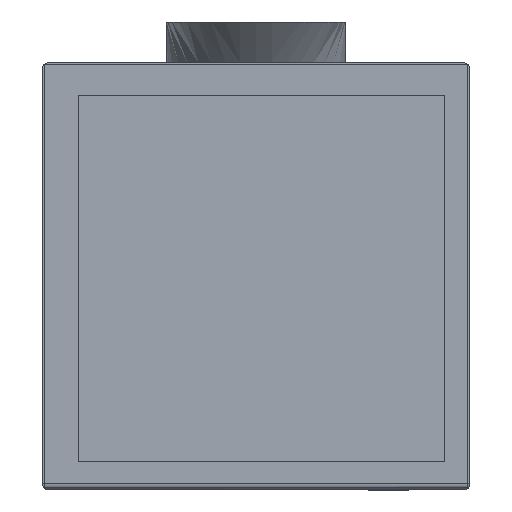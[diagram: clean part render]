
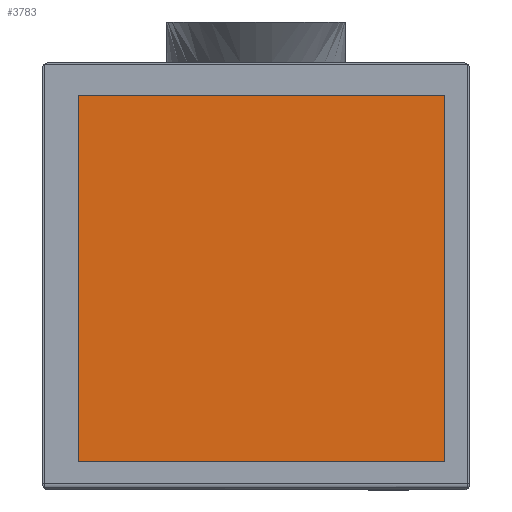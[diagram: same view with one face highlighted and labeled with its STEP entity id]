
A CAD part, front view. The second image highlights one B-rep face of the part: STEP entity #3783.
In plain terms, the highlighted planar face has unit normal (0, -1, 0).
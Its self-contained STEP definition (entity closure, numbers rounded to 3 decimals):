
#317=PLANE('',#4373);
#591=LINE('',#6910,#876);
#595=LINE('',#6918,#880);
#598=LINE('',#6924,#883);
#601=LINE('',#6929,#886);
#876=VECTOR('',#5472,10.);
#880=VECTOR('',#5478,10.);
#883=VECTOR('',#5483,10.);
#886=VECTOR('',#5488,10.);
#1153=FACE_OUTER_BOUND('',#1454,.T.);
#1454=EDGE_LOOP('',(#3589,#3590,#3591,#3592));
#2034=VERTEX_POINT('',#6908);
#2035=VERTEX_POINT('',#6909);
#2038=VERTEX_POINT('',#6917);
#2040=VERTEX_POINT('',#6923);
#2547=EDGE_CURVE('',#2034,#2035,#591,.T.);
#2551=EDGE_CURVE('',#2038,#2034,#595,.T.);
#2554=EDGE_CURVE('',#2040,#2038,#598,.T.);
#2557=EDGE_CURVE('',#2035,#2040,#601,.T.);
#3589=ORIENTED_EDGE('',*,*,#2557,.F.);
#3590=ORIENTED_EDGE('',*,*,#2547,.F.);
#3591=ORIENTED_EDGE('',*,*,#2551,.F.);
#3592=ORIENTED_EDGE('',*,*,#2554,.F.);
#3783=ADVANCED_FACE('',(#1153),#317,.F.);
#4373=AXIS2_PLACEMENT_3D('',#6932,#5492,#5493);
#5472=DIRECTION('',(-1.,0.,0.));
#5478=DIRECTION('',(0.,0.,-1.));
#5483=DIRECTION('',(1.,0.,0.));
#5488=DIRECTION('',(0.,0.,1.));
#5492=DIRECTION('center_axis',(0.,1.,0.));
#5493=DIRECTION('ref_axis',(0.,0.,1.));
#6908=CARTESIAN_POINT('',(0.,0.,0.));
#6909=CARTESIAN_POINT('',(-180.,0.,0.));
#6910=CARTESIAN_POINT('',(0.,0.,0.));
#6917=CARTESIAN_POINT('',(0.,0.,180.));
#6918=CARTESIAN_POINT('',(0.,0.,180.));
#6923=CARTESIAN_POINT('',(-180.,0.,180.));
#6924=CARTESIAN_POINT('',(-180.,0.,180.));
#6929=CARTESIAN_POINT('',(-180.,0.,0.));
#6932=CARTESIAN_POINT('Origin',(-90.,0.,90.));
